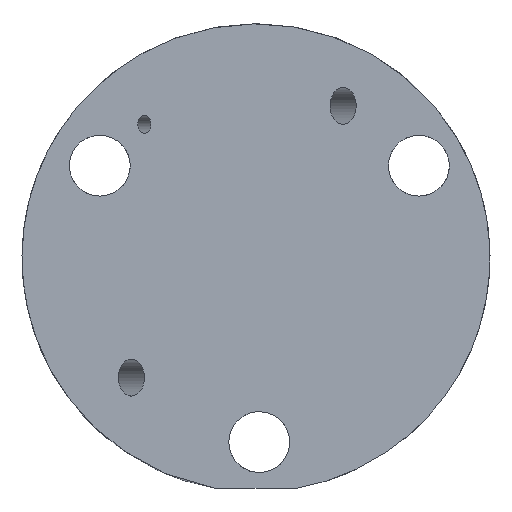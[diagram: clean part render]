
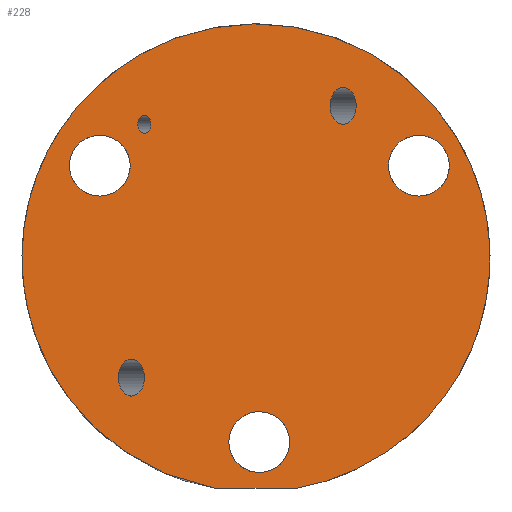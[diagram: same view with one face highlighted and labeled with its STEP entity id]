
A CAD part, front view. The second image highlights one B-rep face of the part: STEP entity #228.
In plain terms, the highlighted planar face has unit normal (0.707, -0.707, 0).
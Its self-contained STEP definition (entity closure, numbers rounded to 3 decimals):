
#14=PLANE('',#262);
#18=FACE_BOUND('',#63,.T.);
#19=FACE_BOUND('',#64,.T.);
#20=FACE_BOUND('',#65,.T.);
#21=FACE_BOUND('',#66,.T.);
#22=FACE_BOUND('',#67,.T.);
#23=FACE_BOUND('',#68,.T.);
#32=ELLIPSE('',#252,4.667,3.3);
#34=ELLIPSE('',#255,4.667,3.3);
#36=ELLIPSE('',#258,4.667,3.3);
#37=ELLIPSE('',#263,35.921,25.4);
#50=FACE_OUTER_BOUND('',#62,.T.);
#62=EDGE_LOOP('',(#182,#183));
#63=EDGE_LOOP('',(#184));
#64=EDGE_LOOP('',(#185));
#65=EDGE_LOOP('',(#186));
#66=EDGE_LOOP('',(#187));
#67=EDGE_LOOP('',(#188));
#68=EDGE_LOOP('',(#189));
#88=LINE('',#409,#99);
#99=VECTOR('',#311,10.);
#106=CIRCLE('',#260,1.);
#108=CIRCLE('',#264,2.);
#109=CIRCLE('',#265,2.);
#116=VERTEX_POINT('',#385);
#118=VERTEX_POINT('',#391);
#120=VERTEX_POINT('',#397);
#121=VERTEX_POINT('',#401);
#123=VERTEX_POINT('',#407);
#124=VERTEX_POINT('',#408);
#125=VERTEX_POINT('',#411);
#126=VERTEX_POINT('',#413);
#137=EDGE_CURVE('',#116,#116,#32,.T.);
#140=EDGE_CURVE('',#118,#118,#34,.T.);
#143=EDGE_CURVE('',#120,#120,#36,.T.);
#144=EDGE_CURVE('',#121,#121,#106,.F.);
#147=EDGE_CURVE('',#123,#124,#88,.T.);
#148=EDGE_CURVE('',#123,#124,#37,.T.);
#149=EDGE_CURVE('',#125,#125,#108,.F.);
#150=EDGE_CURVE('',#126,#126,#109,.F.);
#182=ORIENTED_EDGE('',*,*,#147,.T.);
#183=ORIENTED_EDGE('',*,*,#148,.F.);
#184=ORIENTED_EDGE('',*,*,#137,.T.);
#185=ORIENTED_EDGE('',*,*,#140,.T.);
#186=ORIENTED_EDGE('',*,*,#143,.T.);
#187=ORIENTED_EDGE('',*,*,#144,.T.);
#188=ORIENTED_EDGE('',*,*,#149,.T.);
#189=ORIENTED_EDGE('',*,*,#150,.T.);
#228=ADVANCED_FACE('',(#50,#18,#19,#20,#21,#22,#23),#14,.F.);
#252=AXIS2_PLACEMENT_3D('',#387,#286,#287);
#255=AXIS2_PLACEMENT_3D('',#393,#293,#294);
#258=AXIS2_PLACEMENT_3D('',#399,#300,#301);
#260=AXIS2_PLACEMENT_3D('',#402,#304,#305);
#262=AXIS2_PLACEMENT_3D('',#406,#309,#310);
#263=AXIS2_PLACEMENT_3D('',#410,#312,#313);
#264=AXIS2_PLACEMENT_3D('',#412,#314,#315);
#265=AXIS2_PLACEMENT_3D('',#414,#316,#317);
#286=DIRECTION('center_axis',(-0.707,0.707,0.));
#287=DIRECTION('ref_axis',(-0.707,-0.707,0.));
#293=DIRECTION('center_axis',(-0.707,0.707,0.));
#294=DIRECTION('ref_axis',(-0.707,-0.707,0.));
#300=DIRECTION('center_axis',(-0.707,0.707,0.));
#301=DIRECTION('ref_axis',(-0.707,-0.707,0.));
#304=DIRECTION('center_axis',(0.707,-0.707,0.));
#305=DIRECTION('ref_axis',(0.,0.,-1.));
#309=DIRECTION('center_axis',(-0.707,0.707,0.));
#310=DIRECTION('ref_axis',(-0.707,-0.707,0.));
#311=DIRECTION('',(0.707,0.707,0.));
#312=DIRECTION('center_axis',(-0.707,0.707,0.));
#313=DIRECTION('ref_axis',(-0.707,-0.707,0.));
#314=DIRECTION('center_axis',(0.707,-0.707,0.));
#315=DIRECTION('ref_axis',(0.,0.,-1.));
#316=DIRECTION('center_axis',(0.707,-0.707,0.));
#317=DIRECTION('ref_axis',(0.,0.,-1.));
#385=CARTESIAN_POINT('',(-1811.262,1819.223,72.3));
#387=CARTESIAN_POINT('Origin',(-1814.562,1815.923,72.3));
#391=CARTESIAN_POINT('',(-1845.902,1784.582,72.3));
#393=CARTESIAN_POINT('Origin',(-1849.202,1781.282,72.3));
#397=CARTESIAN_POINT('',(-1828.582,1801.902,42.3));
#399=CARTESIAN_POINT('Origin',(-1831.882,1798.602,42.3));
#401=CARTESIAN_POINT('',(-1844.353,1786.132,77.8));
#402=CARTESIAN_POINT('Origin',(-1844.353,1786.132,76.8));
#406=CARTESIAN_POINT('Origin',(-1791.53,1838.954,36.9));
#407=CARTESIAN_POINT('',(-1836.731,1793.753,37.3));
#408=CARTESIAN_POINT('',(-1827.751,1802.733,37.3));
#409=CARTESIAN_POINT('',(-1750.946,1879.538,37.3));
#410=CARTESIAN_POINT('Origin',(-1832.241,1798.243,62.3));
#411=CARTESIAN_POINT('',(-1822.786,1807.698,80.8));
#412=CARTESIAN_POINT('Origin',(-1822.786,1807.698,78.8));
#413=CARTESIAN_POINT('',(-1845.767,1784.717,51.3));
#414=CARTESIAN_POINT('Origin',(-1845.767,1784.717,49.3));
